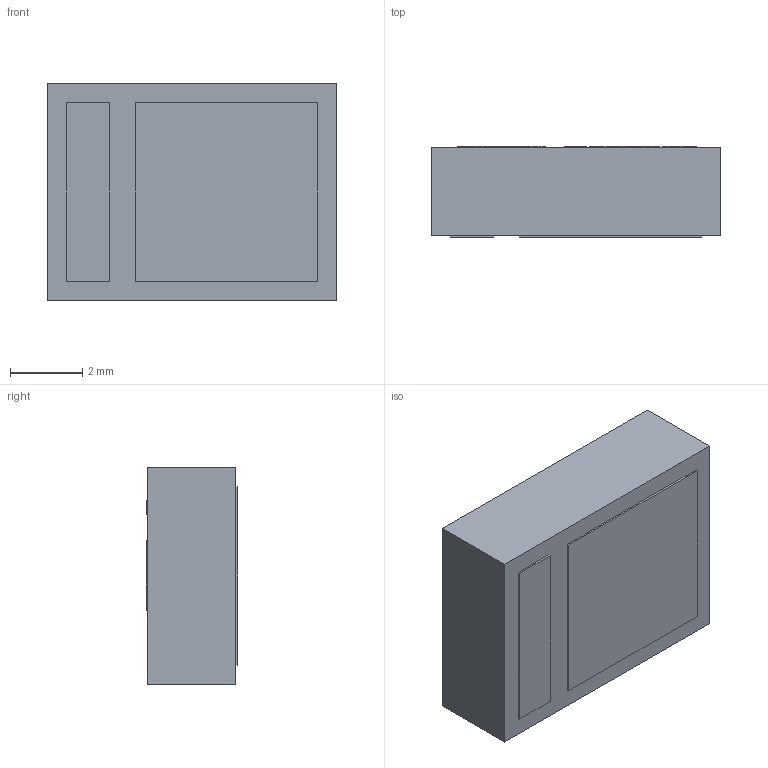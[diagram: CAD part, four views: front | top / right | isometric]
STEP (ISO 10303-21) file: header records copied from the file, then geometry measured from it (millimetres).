
FILE_DESCRIPTION (( 'STEP AP214' ), '1' );
FILE_NAME ('PTVS1-xxxC-H.STP', '2022-07-28T13:59:25', ( '' ), ( '' ), 'SwSTEP 2.0', 'SolidWorks 2021', '' );
FILE_SCHEMA (( 'AUTOMOTIVE_DESIGN' ));
Length unit declared in the file: inch
Products named in the file (1): PTVS1-xxxC-H
Bounding box: 8 x 2.51 x 6 mm (x, y, z)
Volume: 118.7 mm3; surface area: 167.3 mm2
Topology: 1 solids, 1 shells, 163 faces, 435 edges, 290 vertices
Faces by surface type: plane 151, bspline 12
Entity records: 5903 total; most frequent: CARTESIAN_POINT 1685, ORIENTED_EDGE 870, DIRECTION 715, EDGE_CURVE 435, VECTOR 411, LINE 411, VERTEX_POINT 290, EDGE_LOOP 179
